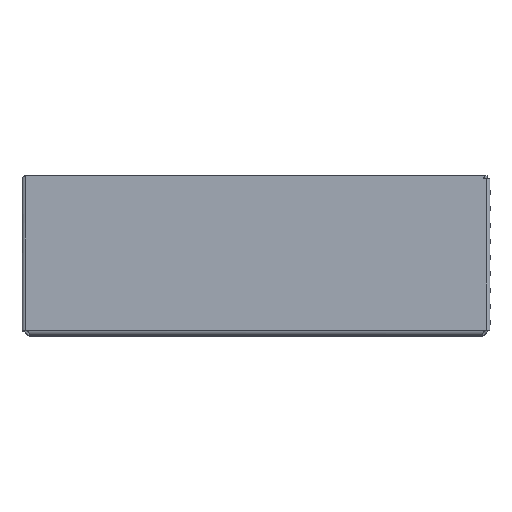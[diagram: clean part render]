
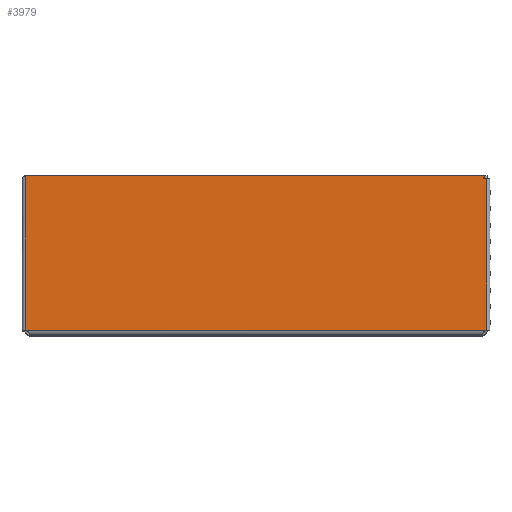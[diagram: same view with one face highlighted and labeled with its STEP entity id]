
A CAD part, top view. The second image highlights one B-rep face of the part: STEP entity #3979.
In plain terms, the highlighted planar face has unit normal (0, 0, 1).
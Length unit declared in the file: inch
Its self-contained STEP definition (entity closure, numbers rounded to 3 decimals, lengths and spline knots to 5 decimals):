
#22 = VECTOR ( 'NONE', #3667, 39.37008 ) ;
#225 = CARTESIAN_POINT ( 'NONE',  ( 10.69486, 0.125, 7.05562 ) ) ;
#241 = EDGE_CURVE ( 'NONE', #9921, #398, #7887, .T. ) ;
#257 = LINE ( 'NONE', #13200, #5603 ) ;
#269 = VERTEX_POINT ( 'NONE', #12251 ) ;
#297 = VECTOR ( 'NONE', #2878, 39.37008 ) ;
#398 = VERTEX_POINT ( 'NONE', #4998 ) ;
#873 = LINE ( 'NONE', #10582, #4844 ) ;
#1062 = VECTOR ( 'NONE', #3596, 39.37008 ) ;
#1093 = EDGE_CURVE ( 'NONE', #8034, #1777, #6796, .T. ) ;
#1198 = CARTESIAN_POINT ( 'NONE',  ( -10.69486, 7.28346, 7.05562 ) ) ;
#1252 = EDGE_LOOP ( 'NONE', ( #8734, #11455, #12309, #13585, #12708, #11220, #5675, #5879 ) ) ;
#1257 = FACE_OUTER_BOUND ( 'NONE', #1252, .T. ) ;
#1293 = LINE ( 'NONE', #9746, #13906 ) ;
#1448 = DIRECTION ( 'NONE',  ( 0., -1., 0. ) ) ;
#1482 = LINE ( 'NONE', #4512, #1062 ) ;
#1777 = VERTEX_POINT ( 'NONE', #1198 ) ;
#2189 = AXIS2_PLACEMENT_3D ( 'NONE', #12801, #2192, #6477 ) ;
#2192 = DIRECTION ( 'NONE',  ( 0., 0., -1. ) ) ;
#2878 = DIRECTION ( 'NONE',  ( -1., 0., 0. ) ) ;
#3596 = DIRECTION ( 'NONE',  ( 0., 1., 0. ) ) ;
#3667 = DIRECTION ( 'NONE',  ( -1., 0., 0. ) ) ;
#3703 = EDGE_CURVE ( 'NONE', #13468, #9634, #873, .T. ) ;
#3979 = ADVANCED_FACE ( 'NONE', ( #1257 ), #5497, .F. ) ;
#4255 = CARTESIAN_POINT ( 'NONE',  ( 10.69486, 7.15938, 7.05562 ) ) ;
#4385 = CARTESIAN_POINT ( 'NONE',  ( 10.56486, 7.28346, 7.05562 ) ) ;
#4512 = CARTESIAN_POINT ( 'NONE',  ( 10.69486, 0.125, 7.05562 ) ) ;
#4844 = VECTOR ( 'NONE', #5317, 39.37008 ) ;
#4998 = CARTESIAN_POINT ( 'NONE',  ( 10.56486, 0.125, 7.05562 ) ) ;
#5317 = DIRECTION ( 'NONE',  ( 1., 0., 0. ) ) ;
#5497 = PLANE ( 'NONE',  #2189 ) ;
#5589 = LINE ( 'NONE', #4255, #10516 ) ;
#5603 = VECTOR ( 'NONE', #1448, 39.37008 ) ;
#5648 = CARTESIAN_POINT ( 'NONE',  ( 10.69486, 0.125, 7.05562 ) ) ;
#5659 = EDGE_CURVE ( 'NONE', #1777, #13468, #257, .T. ) ;
#5675 = ORIENTED_EDGE ( 'NONE', *, *, #5659, .T. ) ;
#5868 = EDGE_CURVE ( 'NONE', #269, #11207, #5589, .T. ) ;
#5879 = ORIENTED_EDGE ( 'NONE', *, *, #3703, .T. ) ;
#6477 = DIRECTION ( 'NONE',  ( -1., 0., 0. ) ) ;
#6571 = DIRECTION ( 'NONE',  ( -1., 0., 0. ) ) ;
#6578 = DIRECTION ( 'NONE',  ( 0., 1., 0. ) ) ;
#6796 = LINE ( 'NONE', #7990, #9559 ) ;
#7000 = DIRECTION ( 'NONE',  ( -1., 0., 0. ) ) ;
#7601 = CARTESIAN_POINT ( 'NONE',  ( -10.56486, 0.125, 7.05562 ) ) ;
#7887 = LINE ( 'NONE', #225, #22 ) ;
#7990 = CARTESIAN_POINT ( 'NONE',  ( 0., 7.28346, 7.05562 ) ) ;
#8034 = VERTEX_POINT ( 'NONE', #4385 ) ;
#8227 = EDGE_CURVE ( 'NONE', #9921, #269, #1482, .T. ) ;
#8734 = ORIENTED_EDGE ( 'NONE', *, *, #11771, .F. ) ;
#9377 = CARTESIAN_POINT ( 'NONE',  ( -10.69486, 0.125, 7.05562 ) ) ;
#9389 = EDGE_CURVE ( 'NONE', #11207, #8034, #1293, .T. ) ;
#9559 = VECTOR ( 'NONE', #7000, 39.37008 ) ;
#9634 = VERTEX_POINT ( 'NONE', #7601 ) ;
#9746 = CARTESIAN_POINT ( 'NONE',  ( 10.56486, 0., 7.05562 ) ) ;
#9921 = VERTEX_POINT ( 'NONE', #5648 ) ;
#10209 = CARTESIAN_POINT ( 'NONE',  ( 10.56486, 7.15938, 7.05562 ) ) ;
#10516 = VECTOR ( 'NONE', #6571, 39.37008 ) ;
#10582 = CARTESIAN_POINT ( 'NONE',  ( -10.69486, 0.125, 7.05562 ) ) ;
#10614 = LINE ( 'NONE', #12723, #297 ) ;
#11207 = VERTEX_POINT ( 'NONE', #10209 ) ;
#11220 = ORIENTED_EDGE ( 'NONE', *, *, #1093, .T. ) ;
#11455 = ORIENTED_EDGE ( 'NONE', *, *, #241, .F. ) ;
#11771 = EDGE_CURVE ( 'NONE', #398, #9634, #10614, .T. ) ;
#12251 = CARTESIAN_POINT ( 'NONE',  ( 10.69486, 7.15938, 7.05562 ) ) ;
#12309 = ORIENTED_EDGE ( 'NONE', *, *, #8227, .T. ) ;
#12708 = ORIENTED_EDGE ( 'NONE', *, *, #9389, .T. ) ;
#12723 = CARTESIAN_POINT ( 'NONE',  ( -10.4677, 0.125, 7.05562 ) ) ;
#12801 = CARTESIAN_POINT ( 'NONE',  ( 0., 0., 7.05562 ) ) ;
#13200 = CARTESIAN_POINT ( 'NONE',  ( -10.69486, 7.28346, 7.05562 ) ) ;
#13468 = VERTEX_POINT ( 'NONE', #9377 ) ;
#13585 = ORIENTED_EDGE ( 'NONE', *, *, #5868, .T. ) ;
#13906 = VECTOR ( 'NONE', #6578, 39.37008 ) ;
